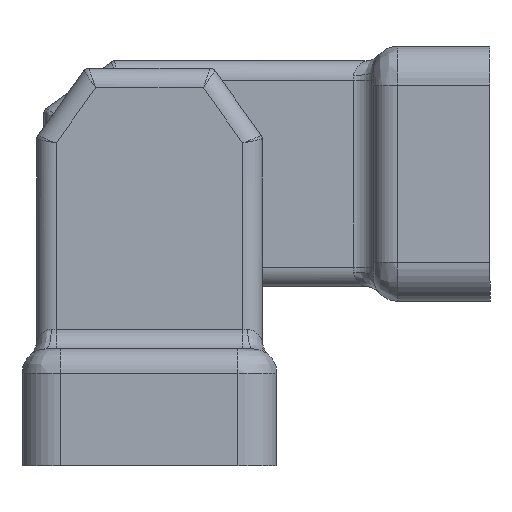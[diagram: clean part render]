
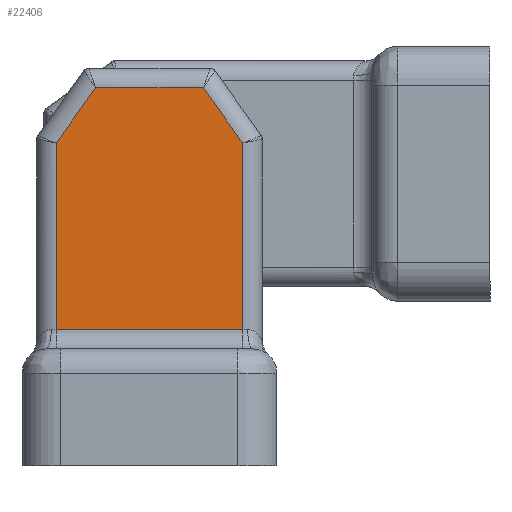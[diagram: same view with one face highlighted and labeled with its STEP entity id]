
A CAD part, front view. The second image highlights one B-rep face of the part: STEP entity #22406.
In plain terms, the highlighted planar face has unit normal (0, -1, 0).
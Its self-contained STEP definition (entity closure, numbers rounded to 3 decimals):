
#3896=FACE_OUTER_BOUND('',#5363,.T.);
#5363=EDGE_LOOP('',(#14094,#14095,#14096,#14097,#14098,#14099));
#6885=LINE('',#32364,#7783);
#6889=LINE('',#32429,#7787);
#6891=LINE('',#32435,#7789);
#6892=LINE('',#32437,#7790);
#6893=LINE('',#32439,#7791);
#6894=LINE('',#32440,#7792);
#7783=VECTOR('',#26417,19.2);
#7787=VECTOR('',#26435,19.141);
#7789=VECTOR('',#26441,19.141);
#7790=VECTOR('',#26442,7.016);
#7791=VECTOR('',#26443,11.044);
#7792=VECTOR('',#26444,7.016);
#8707=VERTEX_POINT('',#32356);
#8709=VERTEX_POINT('',#32362);
#8714=VERTEX_POINT('',#32428);
#8716=VERTEX_POINT('',#32434);
#8717=VERTEX_POINT('',#32436);
#8718=VERTEX_POINT('',#32438);
#10687=EDGE_CURVE('',#8709,#8707,#6885,.T.);
#10697=EDGE_CURVE('',#8714,#8707,#6889,.T.);
#10700=EDGE_CURVE('',#8716,#8709,#6891,.T.);
#10701=EDGE_CURVE('',#8717,#8716,#6892,.T.);
#10702=EDGE_CURVE('',#8718,#8717,#6893,.T.);
#10703=EDGE_CURVE('',#8714,#8718,#6894,.T.);
#14094=ORIENTED_EDGE('',*,*,#10687,.F.);
#14095=ORIENTED_EDGE('',*,*,#10700,.F.);
#14096=ORIENTED_EDGE('',*,*,#10701,.F.);
#14097=ORIENTED_EDGE('',*,*,#10702,.F.);
#14098=ORIENTED_EDGE('',*,*,#10703,.F.);
#14099=ORIENTED_EDGE('',*,*,#10697,.T.);
#20759=PLANE('',#23904);
#22406=ADVANCED_FACE('',(#3896),#20759,.F.);
#23904=AXIS2_PLACEMENT_3D('',#32433,#26439,#26440);
#26417=DIRECTION('',(-1.,0.,0.));
#26435=DIRECTION('',(0.,0.,-1.));
#26439=DIRECTION('center_axis',(0.,1.,0.));
#26440=DIRECTION('ref_axis',(-1.,0.,0.));
#26441=DIRECTION('',(0.,0.,-1.));
#26442=DIRECTION('',(0.581,0.,-0.814));
#26443=DIRECTION('',(1.,0.,0.));
#26444=DIRECTION('',(0.581,0.,0.814));
#32356=CARTESIAN_POINT('',(228.5,-47.8,14.));
#32362=CARTESIAN_POINT('',(247.7,-47.8,14.));
#32364=CARTESIAN_POINT('',(238.1,-47.8,14.));
#32428=CARTESIAN_POINT('',(228.5,-47.8,33.141));
#32429=CARTESIAN_POINT('',(228.5,-47.8,6.));
#32433=CARTESIAN_POINT('Origin',(238.1,-47.8,0.));
#32434=CARTESIAN_POINT('',(247.7,-47.8,33.141));
#32435=CARTESIAN_POINT('',(247.7,-47.8,20.375));
#32436=CARTESIAN_POINT('',(243.622,-47.8,38.85));
#32437=CARTESIAN_POINT('',(252.843,-47.8,25.941));
#32438=CARTESIAN_POINT('',(232.578,-47.8,38.85));
#32439=CARTESIAN_POINT('',(232.35,-47.8,38.85));
#32440=CARTESIAN_POINT('',(223.357,-47.8,25.941));
